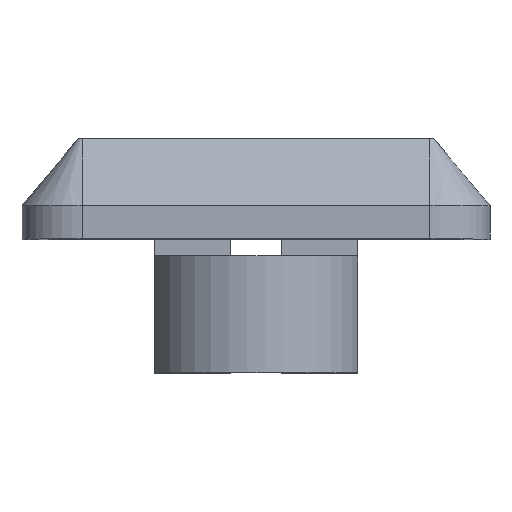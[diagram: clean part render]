
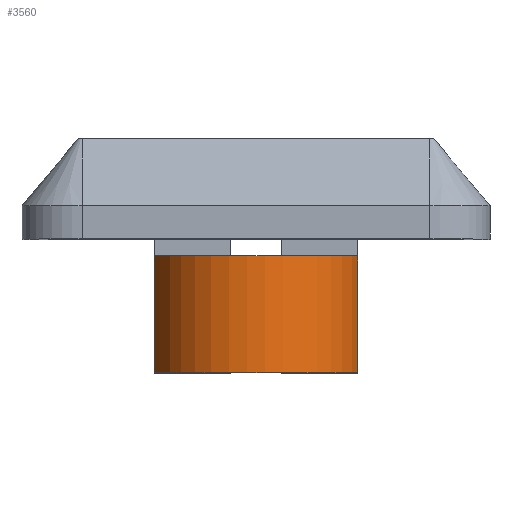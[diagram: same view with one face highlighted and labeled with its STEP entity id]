
A CAD part, top view. The second image highlights one B-rep face of the part: STEP entity #3560.
In plain terms, the highlighted cylindrical face has radius 3.157 mm (diameter 6.314 mm), a partial arc.
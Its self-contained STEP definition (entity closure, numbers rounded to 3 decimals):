
#373 = DIRECTION ( 'NONE',  ( 0., 0., -1. ) ) ;
#460 = VECTOR ( 'NONE', #3055, 1000. ) ;
#483 = CARTESIAN_POINT ( 'NONE',  ( 3.05, -4., 2.25 ) ) ;
#680 = FACE_OUTER_BOUND ( 'NONE', #816, .T. ) ;
#789 = DIRECTION ( 'NONE',  ( 0., 1., 0. ) ) ;
#816 = EDGE_LOOP ( 'NONE', ( #2004, #3699, #2472, #3737 ) ) ;
#859 = DIRECTION ( 'NONE',  ( 0., 1., 0. ) ) ;
#879 = LINE ( 'NONE', #3680, #2925 ) ;
#1021 = DIRECTION ( 'NONE',  ( 0., -1., 0. ) ) ;
#1299 = EDGE_CURVE ( 'NONE', #1616, #2785, #879, .T. ) ;
#1329 = DIRECTION ( 'NONE',  ( 0., 0., 1. ) ) ;
#1333 = EDGE_CURVE ( 'NONE', #2495, #2347, #3945, .T. ) ;
#1429 = AXIS2_PLACEMENT_3D ( 'NONE', #3771, #1021, #373 ) ;
#1480 = DIRECTION ( 'NONE',  ( 0., 0., 1. ) ) ;
#1561 = CARTESIAN_POINT ( 'NONE',  ( -3.05, -0.5, 2.25 ) ) ;
#1616 = VERTEX_POINT ( 'NONE', #483 ) ;
#1654 = CARTESIAN_POINT ( 'NONE',  ( 0., -0.5, 1.435 ) ) ;
#1819 = CARTESIAN_POINT ( 'NONE',  ( -3.05, 6.562, 2.25 ) ) ;
#2004 = ORIENTED_EDGE ( 'NONE', *, *, #3805, .F. ) ;
#2347 = VERTEX_POINT ( 'NONE', #2497 ) ;
#2429 = CIRCLE ( 'NONE', #3665, 3.157 ) ;
#2472 = ORIENTED_EDGE ( 'NONE', *, *, #3763, .T. ) ;
#2495 = VERTEX_POINT ( 'NONE', #1561 ) ;
#2497 = CARTESIAN_POINT ( 'NONE',  ( -3.05, -4., 2.25 ) ) ;
#2785 = VERTEX_POINT ( 'NONE', #3714 ) ;
#2925 = VECTOR ( 'NONE', #2993, 1000. ) ;
#2993 = DIRECTION ( 'NONE',  ( 0., 1., 0. ) ) ;
#3033 = CARTESIAN_POINT ( 'NONE',  ( 0., -4., 1.435 ) ) ;
#3055 = DIRECTION ( 'NONE',  ( 0., -1., 0. ) ) ;
#3273 = AXIS2_PLACEMENT_3D ( 'NONE', #1654, #789, #1329 ) ;
#3533 = CIRCLE ( 'NONE', #3273, 3.157 ) ;
#3537 = CYLINDRICAL_SURFACE ( 'NONE', #1429, 3.157 ) ;
#3560 = ADVANCED_FACE ( 'NONE', ( #680 ), #3537, .T. ) ;
#3665 = AXIS2_PLACEMENT_3D ( 'NONE', #3033, #859, #1480 ) ;
#3680 = CARTESIAN_POINT ( 'NONE',  ( 3.05, -4., 2.25 ) ) ;
#3699 = ORIENTED_EDGE ( 'NONE', *, *, #1333, .T. ) ;
#3714 = CARTESIAN_POINT ( 'NONE',  ( 3.05, -0.5, 2.25 ) ) ;
#3737 = ORIENTED_EDGE ( 'NONE', *, *, #1299, .T. ) ;
#3763 = EDGE_CURVE ( 'NONE', #2347, #1616, #2429, .T. ) ;
#3771 = CARTESIAN_POINT ( 'NONE',  ( 0., 6.562, 1.435 ) ) ;
#3805 = EDGE_CURVE ( 'NONE', #2495, #2785, #3533, .T. ) ;
#3945 = LINE ( 'NONE', #1819, #460 ) ;
